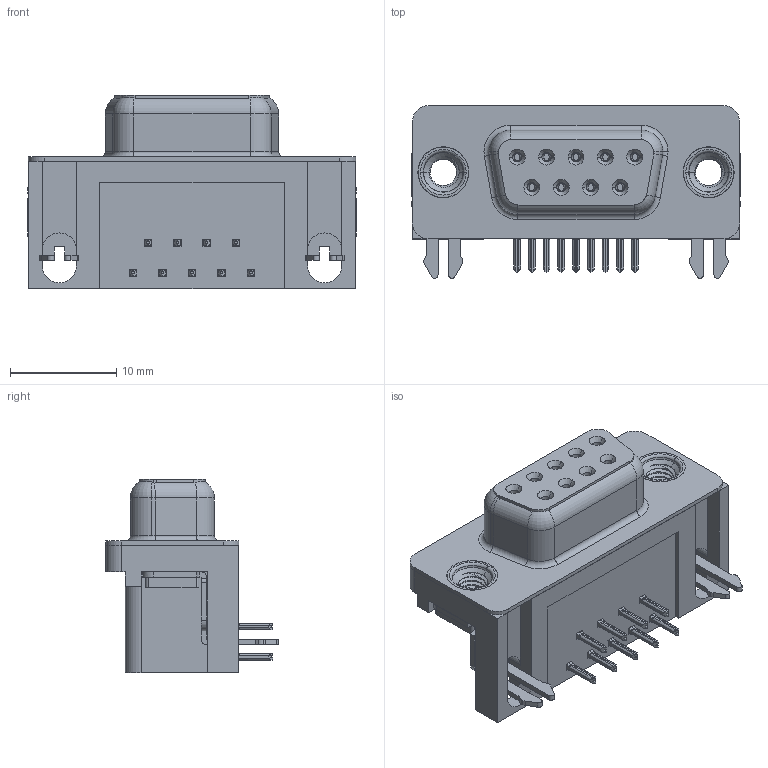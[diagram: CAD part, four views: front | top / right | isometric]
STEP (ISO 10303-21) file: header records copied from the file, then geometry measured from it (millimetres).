
FILE_DESCRIPTION (( 'STEP AP203' ), '1' );
FILE_NAME ('622-009-260-036.STEP', '2019-11-19T17:07:20', ( '' ), ( '' ), 'SwSTEP 2.0', 'SolidWorks 2016', '' );
FILE_SCHEMA (( 'CONFIG_CONTROL_DESIGN' ));
Length unit declared in the file: millimetre
Products named in the file (7): 622 Housing_9 Socket; 622-009-260-036; 622 Contact Top; 622 Shell_9 Socket; 622 Socket Bottom; 622 M3 Threaded Rivet; 622 2 Prong Board Lock
Assembly tree (15 placements, depth 2):
  622-009-260-036
    622 Housing_9 Socket
    622 Shell_9 Socket
    622 Socket Bottom  x4
    622 Contact Top  x5
    622 2 Prong Board Lock  x2
    622 M3 Threaded Rivet  x2
Bounding box: 30.89 x 16.25 x 18.2 mm (x, y, z)
Volume: 3719.5 mm3; surface area: 5082.4 mm2
Topology: 15 solids, 15 shells, 1612 faces, 4248 edges, 2678 vertices
Faces by surface type: plane 716, cylinder 428, bspline 314, cone 116, torus 38
Entity records: 24159 total; most frequent: CARTESIAN_POINT 8362, ORIENTED_EDGE 3252, DIRECTION 2832, EDGE_CURVE 1626, VERTEX_POINT 1035, VECTOR 970, LINE 970, AXIS2_PLACEMENT_3D 931
